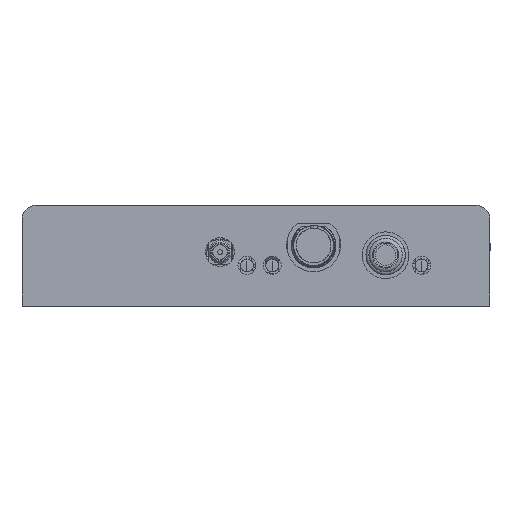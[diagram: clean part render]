
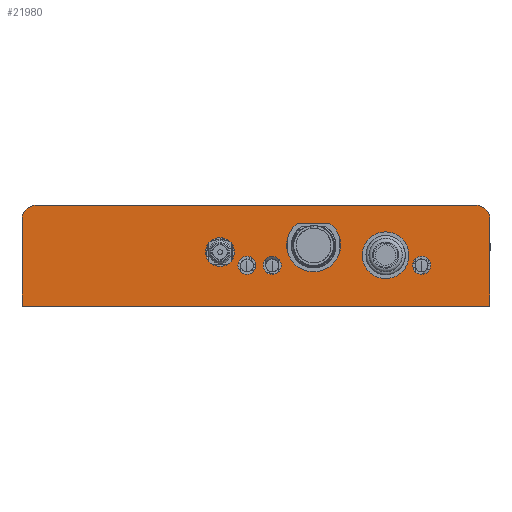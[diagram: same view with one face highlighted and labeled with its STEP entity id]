
A CAD part, top view. The second image highlights one B-rep face of the part: STEP entity #21980.
In plain terms, the highlighted planar face has unit normal (0, 0, 1).
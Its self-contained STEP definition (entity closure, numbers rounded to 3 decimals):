
#242 = LINE ( 'NONE', #24292, #30969 ) ;
#1459 = CARTESIAN_POINT ( 'NONE',  ( 65., 28., 55. ) ) ;
#2225 = EDGE_CURVE ( 'NONE', #18360, #36926, #36084, .T. ) ;
#2438 = DIRECTION ( 'NONE',  ( 0., 0., 1. ) ) ;
#2785 = VERTEX_POINT ( 'NONE', #41212 ) ;
#3653 = EDGE_CURVE ( 'NONE', #36926, #18360, #12452, .T. ) ;
#4098 = CARTESIAN_POINT ( 'NONE',  ( -65., 0., 55. ) ) ;
#5592 = VERTEX_POINT ( 'NONE', #4098 ) ;
#5867 = CARTESIAN_POINT ( 'NONE',  ( 61., 28., 55. ) ) ;
#6542 = CIRCLE ( 'NONE', #35424, 2.5 ) ;
#7371 = DIRECTION ( 'NONE',  ( 0., 1., 0. ) ) ;
#7448 = DIRECTION ( 'NONE',  ( 0., 1., 0. ) ) ;
#8212 = EDGE_CURVE ( 'NONE', #14521, #14521, #29159, .T. ) ;
#8244 = CARTESIAN_POINT ( 'NONE',  ( 36., 14.1, 55. ) ) ;
#8555 = AXIS2_PLACEMENT_3D ( 'NONE', #9105, #32482, #26690 ) ;
#9105 = CARTESIAN_POINT ( 'NONE',  ( 65., 28., 55. ) ) ;
#9655 = VERTEX_POINT ( 'NONE', #29716 ) ;
#9896 = CARTESIAN_POINT ( 'NONE',  ( -10., 15., 55. ) ) ;
#9930 = FACE_BOUND ( 'NONE', #35267, .T. ) ;
#10089 = AXIS2_PLACEMENT_3D ( 'NONE', #14073, #27531, #33496 ) ;
#10127 = ORIENTED_EDGE ( 'NONE', *, *, #24352, .F. ) ;
#10339 = LINE ( 'NONE', #43639, #18341 ) ;
#11328 = ORIENTED_EDGE ( 'NONE', *, *, #37281, .F. ) ;
#11773 = AXIS2_PLACEMENT_3D ( 'NONE', #16332, #43283, #23402 ) ;
#12288 = AXIS2_PLACEMENT_3D ( 'NONE', #8244, #31191, #7371 ) ;
#12452 = CIRCLE ( 'NONE', #11773, 7.5 ) ;
#12598 = DIRECTION ( 'NONE',  ( 0., 1., 0. ) ) ;
#13227 = PLANE ( 'NONE',  #8555 ) ;
#13707 = DIRECTION ( 'NONE',  ( 1., 0., 0. ) ) ;
#13745 = CARTESIAN_POINT ( 'NONE',  ( -10., 19., 55. ) ) ;
#13806 = ORIENTED_EDGE ( 'NONE', *, *, #33655, .F. ) ;
#13974 = ORIENTED_EDGE ( 'NONE', *, *, #8212, .F. ) ;
#14073 = CARTESIAN_POINT ( 'NONE',  ( 46., 11.3, 55. ) ) ;
#14521 = VERTEX_POINT ( 'NONE', #37707 ) ;
#14817 = CARTESIAN_POINT ( 'NONE',  ( 36., 20.6, 55. ) ) ;
#15765 = AXIS2_PLACEMENT_3D ( 'NONE', #31888, #29654, #29216 ) ;
#15989 = EDGE_CURVE ( 'NONE', #41828, #2785, #35961, .T. ) ;
#16163 = VERTEX_POINT ( 'NONE', #13745 ) ;
#16332 = CARTESIAN_POINT ( 'NONE',  ( 16., 17., 55. ) ) ;
#16514 = FACE_BOUND ( 'NONE', #25423, .T. ) ;
#16731 = FACE_BOUND ( 'NONE', #40125, .T. ) ;
#16925 = AXIS2_PLACEMENT_3D ( 'NONE', #35777, #36432, #36203 ) ;
#18206 = VERTEX_POINT ( 'NONE', #5867 ) ;
#18341 = VECTOR ( 'NONE', #36575, 1000. ) ;
#18360 = VERTEX_POINT ( 'NONE', #29026 ) ;
#18547 = VECTOR ( 'NONE', #24642, 1000. ) ;
#18773 = CARTESIAN_POINT ( 'NONE',  ( 61., 24., 55. ) ) ;
#18793 = FACE_BOUND ( 'NONE', #19931, .T. ) ;
#19202 = DIRECTION ( 'NONE',  ( 0., 0., 1. ) ) ;
#19335 = CARTESIAN_POINT ( 'NONE',  ( -65., 28., 55. ) ) ;
#19415 = EDGE_LOOP ( 'NONE', ( #37577 ) ) ;
#19931 = EDGE_LOOP ( 'NONE', ( #11328 ) ) ;
#20076 = EDGE_CURVE ( 'NONE', #22772, #18206, #37846, .T. ) ;
#21003 = VECTOR ( 'NONE', #22659, 1000. ) ;
#21761 = LINE ( 'NONE', #1459, #18547 ) ;
#21980 = ADVANCED_FACE ( 'NONE', ( #40356, #18793, #9930, #16514, #16731, #42427, #25872 ), #13227, .F. ) ;
#22181 = CIRCLE ( 'NONE', #12288, 6.5 ) ;
#22342 = AXIS2_PLACEMENT_3D ( 'NONE', #18773, #19202, #32260 ) ;
#22350 = VECTOR ( 'NONE', #42947, 1000. ) ;
#22367 = VERTEX_POINT ( 'NONE', #22942 ) ;
#22659 = DIRECTION ( 'NONE',  ( 0., -1., 0. ) ) ;
#22772 = VERTEX_POINT ( 'NONE', #39661 ) ;
#22942 = CARTESIAN_POINT ( 'NONE',  ( 65., 0., 55. ) ) ;
#23402 = DIRECTION ( 'NONE',  ( 0., -1., 0. ) ) ;
#24292 = CARTESIAN_POINT ( 'NONE',  ( 65., 0., 55. ) ) ;
#24352 = EDGE_CURVE ( 'NONE', #9655, #9655, #37578, .T. ) ;
#24642 = DIRECTION ( 'NONE',  ( 1., 0., 0. ) ) ;
#25147 = CARTESIAN_POINT ( 'NONE',  ( -61., 28., 55. ) ) ;
#25423 = EDGE_LOOP ( 'NONE', ( #13974 ) ) ;
#25872 = FACE_OUTER_BOUND ( 'NONE', #29094, .T. ) ;
#26690 = DIRECTION ( 'NONE',  ( 0., -1., 0. ) ) ;
#27531 = DIRECTION ( 'NONE',  ( 0., 0., 1. ) ) ;
#27798 = ORIENTED_EDGE ( 'NONE', *, *, #36777, .F. ) ;
#28253 = ORIENTED_EDGE ( 'NONE', *, *, #31662, .T. ) ;
#28365 = CIRCLE ( 'NONE', #38961, 4. ) ;
#29026 = CARTESIAN_POINT ( 'NONE',  ( 20.5, 23., 55. ) ) ;
#29094 = EDGE_LOOP ( 'NONE', ( #13806, #42507, #39715, #35881, #41465, #28253 ) ) ;
#29159 = CIRCLE ( 'NONE', #15765, 2.5 ) ;
#29216 = DIRECTION ( 'NONE',  ( 0., 1., 0. ) ) ;
#29654 = DIRECTION ( 'NONE',  ( 0., 0., 1. ) ) ;
#29716 = CARTESIAN_POINT ( 'NONE',  ( 46., 13.8, 55. ) ) ;
#30252 = ORIENTED_EDGE ( 'NONE', *, *, #3653, .F. ) ;
#30309 = EDGE_CURVE ( 'NONE', #2785, #5592, #40526, .T. ) ;
#30893 = CARTESIAN_POINT ( 'NONE',  ( 11.5, 23., 55. ) ) ;
#30969 = VECTOR ( 'NONE', #13707, 1000. ) ;
#31191 = DIRECTION ( 'NONE',  ( 0., 0., 1. ) ) ;
#31662 = EDGE_CURVE ( 'NONE', #5592, #22367, #242, .T. ) ;
#31888 = CARTESIAN_POINT ( 'NONE',  ( 4.501, 11.3, 55. ) ) ;
#32260 = DIRECTION ( 'NONE',  ( 0., -1., 0. ) ) ;
#32356 = CARTESIAN_POINT ( 'NONE',  ( 11.5, 23., 55. ) ) ;
#32482 = DIRECTION ( 'NONE',  ( 0., 0., -1. ) ) ;
#33496 = DIRECTION ( 'NONE',  ( 0., 1., 0. ) ) ;
#33607 = CARTESIAN_POINT ( 'NONE',  ( -2.5, 13.8, 55. ) ) ;
#33655 = EDGE_CURVE ( 'NONE', #22772, #22367, #10339, .T. ) ;
#33784 = EDGE_LOOP ( 'NONE', ( #10127 ) ) ;
#35267 = EDGE_LOOP ( 'NONE', ( #27798 ) ) ;
#35424 = AXIS2_PLACEMENT_3D ( 'NONE', #36185, #2438, #12598 ) ;
#35777 = CARTESIAN_POINT ( 'NONE',  ( -61., 24., 55. ) ) ;
#35878 = ORIENTED_EDGE ( 'NONE', *, *, #2225, .F. ) ;
#35881 = ORIENTED_EDGE ( 'NONE', *, *, #15989, .T. ) ;
#35961 = CIRCLE ( 'NONE', #16925, 4. ) ;
#36084 = LINE ( 'NONE', #32356, #22350 ) ;
#36185 = CARTESIAN_POINT ( 'NONE',  ( -2.5, 11.3, 55. ) ) ;
#36203 = DIRECTION ( 'NONE',  ( 0., -1., 0. ) ) ;
#36249 = VERTEX_POINT ( 'NONE', #33607 ) ;
#36432 = DIRECTION ( 'NONE',  ( 0., 0., 1. ) ) ;
#36575 = DIRECTION ( 'NONE',  ( 0., -1., 0. ) ) ;
#36777 = EDGE_CURVE ( 'NONE', #36249, #36249, #6542, .T. ) ;
#36926 = VERTEX_POINT ( 'NONE', #30893 ) ;
#37281 = EDGE_CURVE ( 'NONE', #16163, #16163, #28365, .T. ) ;
#37577 = ORIENTED_EDGE ( 'NONE', *, *, #42625, .F. ) ;
#37578 = CIRCLE ( 'NONE', #10089, 2.5 ) ;
#37672 = DIRECTION ( 'NONE',  ( 0., 0., 1. ) ) ;
#37707 = CARTESIAN_POINT ( 'NONE',  ( 4.501, 13.8, 55. ) ) ;
#37846 = CIRCLE ( 'NONE', #22342, 4. ) ;
#38961 = AXIS2_PLACEMENT_3D ( 'NONE', #9896, #37672, #7448 ) ;
#39661 = CARTESIAN_POINT ( 'NONE',  ( 65., 24., 55. ) ) ;
#39715 = ORIENTED_EDGE ( 'NONE', *, *, #40889, .F. ) ;
#40125 = EDGE_LOOP ( 'NONE', ( #35878, #30252 ) ) ;
#40356 = FACE_BOUND ( 'NONE', #19415, .T. ) ;
#40526 = LINE ( 'NONE', #19335, #21003 ) ;
#40889 = EDGE_CURVE ( 'NONE', #41828, #18206, #21761, .T. ) ;
#41113 = VERTEX_POINT ( 'NONE', #14817 ) ;
#41212 = CARTESIAN_POINT ( 'NONE',  ( -65., 24., 55. ) ) ;
#41465 = ORIENTED_EDGE ( 'NONE', *, *, #30309, .T. ) ;
#41828 = VERTEX_POINT ( 'NONE', #25147 ) ;
#42427 = FACE_BOUND ( 'NONE', #33784, .T. ) ;
#42507 = ORIENTED_EDGE ( 'NONE', *, *, #20076, .T. ) ;
#42625 = EDGE_CURVE ( 'NONE', #41113, #41113, #22181, .T. ) ;
#42947 = DIRECTION ( 'NONE',  ( -1., 0., 0. ) ) ;
#43283 = DIRECTION ( 'NONE',  ( 0., 0., 1. ) ) ;
#43639 = CARTESIAN_POINT ( 'NONE',  ( 65., 28., 55. ) ) ;
